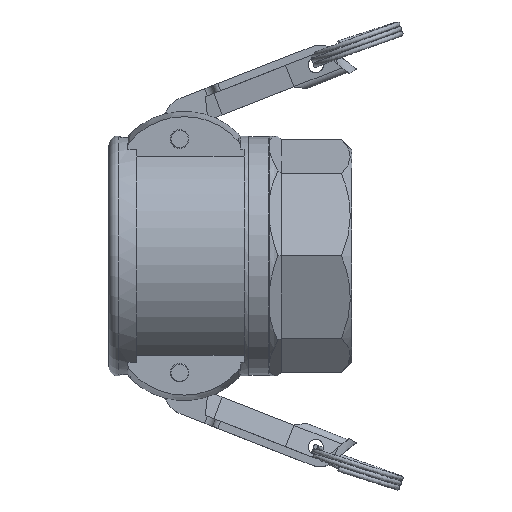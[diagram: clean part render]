
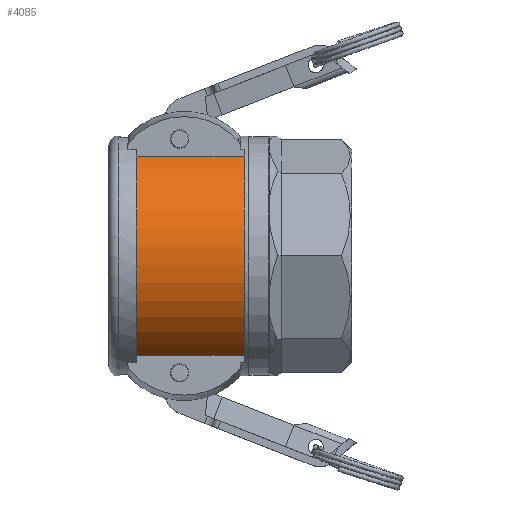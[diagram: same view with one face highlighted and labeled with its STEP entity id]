
A CAD part, top view. The second image highlights one B-rep face of the part: STEP entity #4085.
In plain terms, the highlighted cylindrical face has radius 37 mm (diameter 74 mm), a partial arc.
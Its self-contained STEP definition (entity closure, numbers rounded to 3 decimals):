
#111=CYLINDRICAL_SURFACE('',#4472,37.);
#306=LINE('',#8361,#572);
#316=LINE('',#8384,#582);
#572=VECTOR('',#5302,10.);
#582=VECTOR('',#5322,10.);
#983=FACE_OUTER_BOUND('',#1207,.T.);
#1207=EDGE_LOOP('',(#3355,#3356,#3357,#3358));
#1400=CIRCLE('',#4471,37.);
#1401=CIRCLE('',#4473,37.);
#1817=VERTEX_POINT('',#8358);
#1818=VERTEX_POINT('',#8360);
#1825=VERTEX_POINT('',#8381);
#1826=VERTEX_POINT('',#8383);
#2339=EDGE_CURVE('',#1818,#1817,#306,.T.);
#2350=EDGE_CURVE('',#1826,#1825,#316,.T.);
#2370=EDGE_CURVE('',#1818,#1825,#1400,.T.);
#2371=EDGE_CURVE('',#1817,#1826,#1401,.T.);
#3355=ORIENTED_EDGE('',*,*,#2339,.T.);
#3356=ORIENTED_EDGE('',*,*,#2371,.T.);
#3357=ORIENTED_EDGE('',*,*,#2350,.T.);
#3358=ORIENTED_EDGE('',*,*,#2370,.F.);
#4085=ADVANCED_FACE('',(#983),#111,.T.);
#4471=AXIS2_PLACEMENT_3D('',#8421,#5370,#5371);
#4472=AXIS2_PLACEMENT_3D('',#8422,#5372,#5373);
#4473=AXIS2_PLACEMENT_3D('',#8423,#5374,#5375);
#5302=DIRECTION('',(1.,0.,0.));
#5322=DIRECTION('',(-1.,0.,0.));
#5370=DIRECTION('center_axis',(-1.,0.,0.));
#5371=DIRECTION('ref_axis',(0.,-1.,0.));
#5372=DIRECTION('center_axis',(-1.,0.,0.));
#5373=DIRECTION('ref_axis',(0.,-1.,0.));
#5374=DIRECTION('center_axis',(-1.,0.,0.));
#5375=DIRECTION('ref_axis',(0.,-1.,0.));
#8358=CARTESIAN_POINT('',(44.,-32.326,18.));
#8360=CARTESIAN_POINT('',(9.,-32.326,18.));
#8361=CARTESIAN_POINT('',(26.5,-32.326,18.));
#8381=CARTESIAN_POINT('',(9.,32.326,18.));
#8383=CARTESIAN_POINT('',(44.,32.326,18.));
#8384=CARTESIAN_POINT('',(26.5,32.326,18.));
#8421=CARTESIAN_POINT('Origin',(9.,0.,0.));
#8422=CARTESIAN_POINT('Origin',(26.5,0.,0.));
#8423=CARTESIAN_POINT('Origin',(44.,0.,0.));
